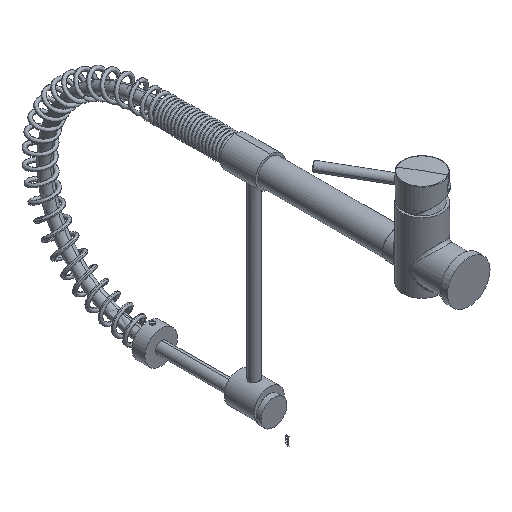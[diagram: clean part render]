
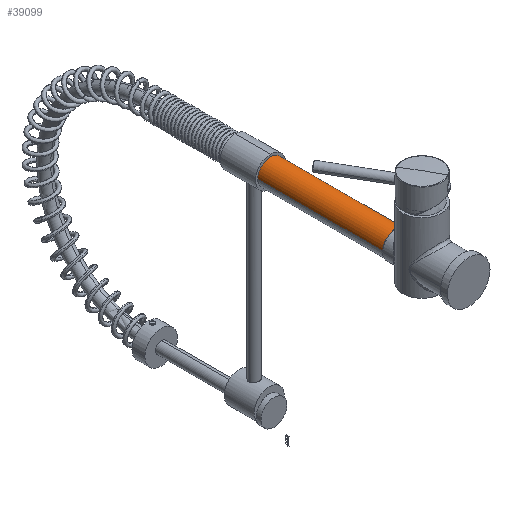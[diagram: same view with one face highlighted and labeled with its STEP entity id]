
A CAD part, isometric view. The second image highlights one B-rep face of the part: STEP entity #39099.
In plain terms, the highlighted cylindrical face has radius 14.85 mm (diameter 29.7 mm), a partial arc.
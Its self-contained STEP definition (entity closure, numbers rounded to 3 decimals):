
#21721=CARTESIAN_POINT('',(0.,176.1,-4.));
#21722=DIRECTION('',(0.,-1.,0.));
#21723=DIRECTION('',(1.,0.,0.));
#21724=AXIS2_PLACEMENT_3D('',#21721,#21722,#21723);
#21731=DIRECTION('',(0.,1.,0.));
#21732=VECTOR('',#21731,145.6);
#21733=CARTESIAN_POINT('',(-14.85,30.5,-4.));
#21734=LINE('',#21733,#21732);
#21735=DIRECTION('',(0.,1.,0.));
#21736=VECTOR('',#21735,145.6);
#21737=CARTESIAN_POINT('',(14.85,30.5,-4.));
#21738=LINE('',#21737,#21736);
#21739=CARTESIAN_POINT('',(0.,30.5,-4.));
#21740=DIRECTION('',(0.,-1.,0.));
#21741=DIRECTION('',(1.,0.,0.));
#21742=AXIS2_PLACEMENT_3D('',#21739,#21740,#21741);
#25960=CARTESIAN_POINT('',(14.85,30.5,-4.));
#25961=CARTESIAN_POINT('',(-14.85,30.5,-4.));
#25962=VERTEX_POINT('',#25960);
#25963=VERTEX_POINT('',#25961);
#26217=CARTESIAN_POINT('',(14.85,176.1,-4.));
#26218=CARTESIAN_POINT('',(-14.85,176.1,-4.));
#26219=VERTEX_POINT('',#26217);
#26220=VERTEX_POINT('',#26218);
#39085=CARTESIAN_POINT('',(0.,193.55,-4.));
#39086=DIRECTION('',(0.,-1.,0.));
#39087=DIRECTION('',(-1.,0.,0.));
#39088=AXIS2_PLACEMENT_3D('',#39085,#39086,#39087);
#39089=CYLINDRICAL_SURFACE('',#39088,14.85);
#39090=ORIENTED_EDGE('',*,*,#39071,.F.);
#39092=ORIENTED_EDGE('',*,*,#39091,.F.);
#39094=ORIENTED_EDGE('',*,*,#39093,.T.);
#39096=ORIENTED_EDGE('',*,*,#39095,.T.);
#39097=EDGE_LOOP('',(#39090,#39092,#39094,#39096));
#39098=FACE_OUTER_BOUND('',#39097,.F.);
#39099=ADVANCED_FACE('',(#39098),#39089,.T.);
#21725=CIRCLE('',#21724,14.85);
#21743=CIRCLE('',#21742,14.85);
#39071=EDGE_CURVE('',#26219,#26220,#21725,.T.);
#39091=EDGE_CURVE('',#25962,#26219,#21738,.T.);
#39093=EDGE_CURVE('',#25962,#25963,#21743,.T.);
#39095=EDGE_CURVE('',#25963,#26220,#21734,.T.);
